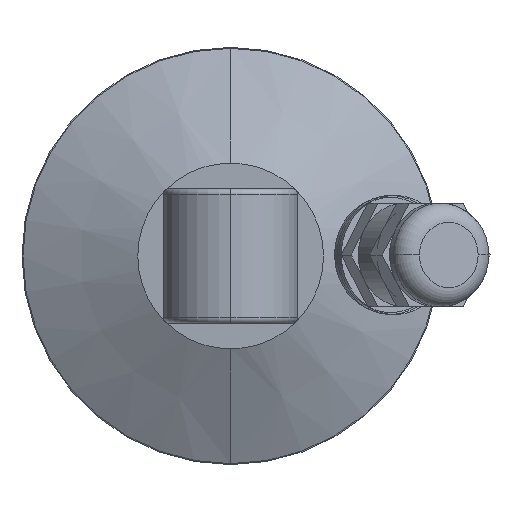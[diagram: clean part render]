
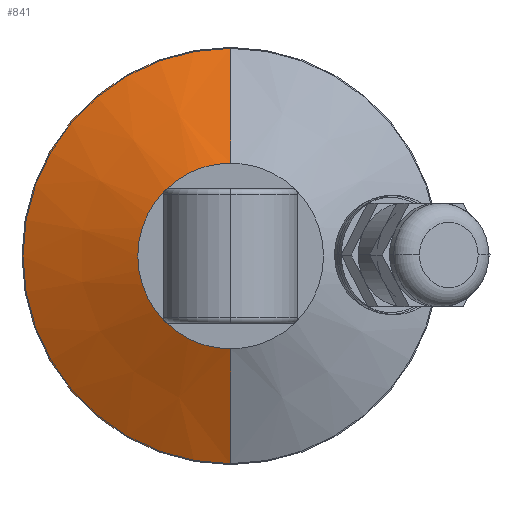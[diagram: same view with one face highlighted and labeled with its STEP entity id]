
A CAD part, front view. The second image highlights one B-rep face of the part: STEP entity #841.
In plain terms, the highlighted conical face has half-angle 64 degrees and reference radius 12.264 mm.
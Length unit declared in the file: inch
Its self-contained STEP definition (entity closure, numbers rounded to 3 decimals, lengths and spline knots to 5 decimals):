
#65 = VERTEX_POINT ( 'NONE', #1355 ) ;
#114 = ORIENTED_EDGE ( 'NONE', *, *, #3476, .F. ) ;
#231 = CIRCLE ( 'NONE', #2610, 0.48282 ) ;
#275 = DIRECTION ( 'NONE',  ( 0., -1., 0. ) ) ;
#471 = DIRECTION ( 'NONE',  ( 0., 0.438, 0.899 ) ) ;
#694 = VERTEX_POINT ( 'NONE', #1865 ) ;
#790 = EDGE_CURVE ( 'NONE', #2067, #694, #2974, .T. ) ;
#834 = CIRCLE ( 'NONE', #1403, 1.085 ) ;
#841 = ADVANCED_FACE ( 'NONE', ( #2596 ), #2383, .T. ) ;
#1355 = CARTESIAN_POINT ( 'NONE',  ( 0., -0.405, -0.48282 ) ) ;
#1380 = CARTESIAN_POINT ( 'NONE',  ( 0., -0.1113, -1.085 ) ) ;
#1403 = AXIS2_PLACEMENT_3D ( 'NONE', #3582, #1587, #3569 ) ;
#1460 = CARTESIAN_POINT ( 'NONE',  ( 0., -0.405, 0. ) ) ;
#1587 = DIRECTION ( 'NONE',  ( 0., 1., 0. ) ) ;
#1751 = DIRECTION ( 'NONE',  ( 0., 1., 0. ) ) ;
#1865 = CARTESIAN_POINT ( 'NONE',  ( 0., -0.1113, 1.085 ) ) ;
#2024 = LINE ( 'NONE', #3247, #2341 ) ;
#2067 = VERTEX_POINT ( 'NONE', #2503 ) ;
#2083 = EDGE_LOOP ( 'NONE', ( #3200, #114, #3361, #2313 ) ) ;
#2139 = DIRECTION ( 'NONE',  ( 0., 0.438, -0.899 ) ) ;
#2223 = VECTOR ( 'NONE', #471, 39.37008 ) ;
#2313 = ORIENTED_EDGE ( 'NONE', *, *, #2910, .F. ) ;
#2341 = VECTOR ( 'NONE', #2139, 39.37008 ) ;
#2365 = DIRECTION ( 'NONE',  ( 0., 0., 1. ) ) ;
#2383 = CONICAL_SURFACE ( 'NONE', #3364, 0.48282, 1.117 ) ;
#2503 = CARTESIAN_POINT ( 'NONE',  ( 0., -0.405, 0.48282 ) ) ;
#2596 = FACE_OUTER_BOUND ( 'NONE', #2083, .T. ) ;
#2610 = AXIS2_PLACEMENT_3D ( 'NONE', #1460, #275, #3439 ) ;
#2806 = CARTESIAN_POINT ( 'NONE',  ( 0., -0.405, 0.48282 ) ) ;
#2910 = EDGE_CURVE ( 'NONE', #2991, #694, #834, .T. ) ;
#2974 = LINE ( 'NONE', #2806, #2223 ) ;
#2991 = VERTEX_POINT ( 'NONE', #1380 ) ;
#3200 = ORIENTED_EDGE ( 'NONE', *, *, #3330, .F. ) ;
#3247 = CARTESIAN_POINT ( 'NONE',  ( 0., -0.405, -0.48282 ) ) ;
#3330 = EDGE_CURVE ( 'NONE', #65, #2991, #2024, .T. ) ;
#3361 = ORIENTED_EDGE ( 'NONE', *, *, #790, .T. ) ;
#3364 = AXIS2_PLACEMENT_3D ( 'NONE', #3544, #1751, #2365 ) ;
#3439 = DIRECTION ( 'NONE',  ( 0., 0., -1. ) ) ;
#3476 = EDGE_CURVE ( 'NONE', #2067, #65, #231, .T. ) ;
#3544 = CARTESIAN_POINT ( 'NONE',  ( 0., -0.405, 0. ) ) ;
#3569 = DIRECTION ( 'NONE',  ( 0., 0., -1. ) ) ;
#3582 = CARTESIAN_POINT ( 'NONE',  ( 0., -0.1113, 0. ) ) ;
